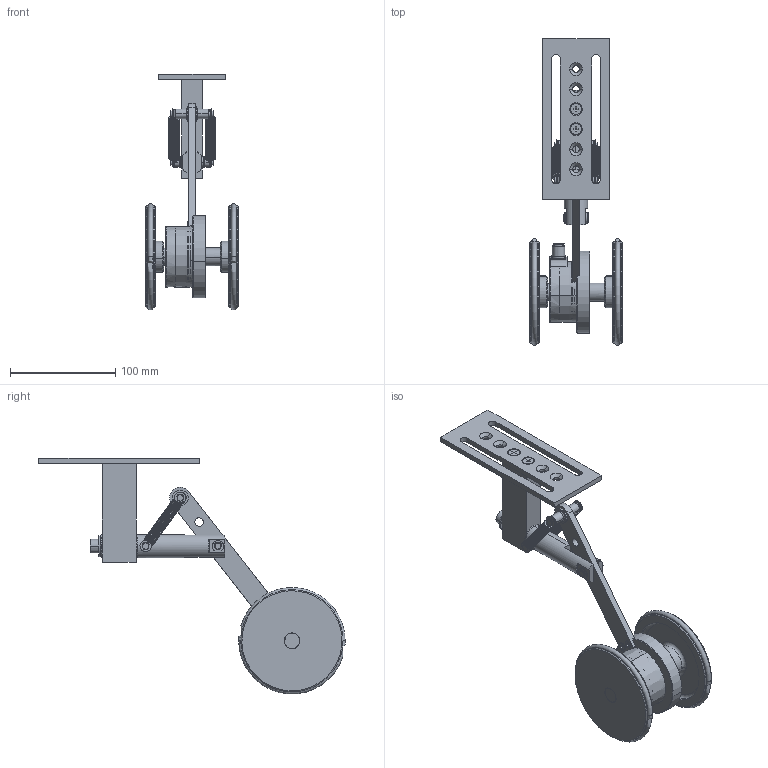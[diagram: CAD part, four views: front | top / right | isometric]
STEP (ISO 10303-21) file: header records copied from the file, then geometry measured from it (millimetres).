
FILE_DESCRIPTION((''),'2;1');
FILE_NAME('IR_01','2014-09-26T',('lika51'),(''),'PRO/ENGINEER BY PARAMETRIC TECHNOLOGY CORPORATION, 2010180','PRO/ENGINEER BY PARAMETRIC TECHNOLOGY CORPORATION, 2010180','');
FILE_SCHEMA(('CONFIG_CONTROL_DESIGN'));
Products named in the file (1): IR_01
Bounding box: 88 x 290.53 x 223.73 mm (x, y, z)
Volume: 331477.2 mm3; surface area: 144029.4 mm2
Topology: 20 solids, 57 shells, 1915 faces, 5068 edges, 3196 vertices
Faces by surface type: plane 1108, cylinder 399, cone 216, torus 138, sphere 42, bspline 12
Entity records: 88191 total; most frequent: CARTESIAN_POINT 40745, DIRECTION 9829, ORIENTED_EDGE 9828, EDGE_CURVE 4976, AXIS2_PLACEMENT_3D 3289, VECTOR 3251, LINE 3251, VERTEX_POINT 3196
